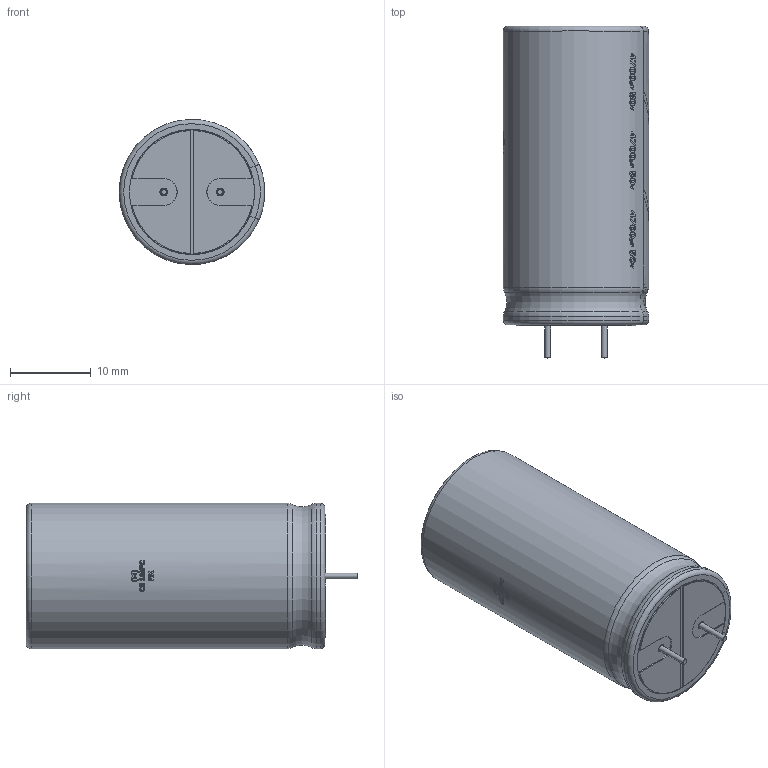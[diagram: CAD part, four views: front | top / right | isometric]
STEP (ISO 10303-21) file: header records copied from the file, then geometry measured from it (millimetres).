
FILE_DESCRIPTION(/* description */ (''),/* implementation_level */ '2;1');
FILE_NAME(/* name */ '4700uF 50V Electr 18 x37 -P.diameter 7mm-Green-Yellow.stp',/* time_stamp */ '2023-02-09T00:34:08+01:00',/* author */ ('JOSE LUIS'),/* organization */ (''),/* preprocessor_version */ 'ST-DEVELOPER v18',/* originating_system */ 'Autodesk Inventor 2020',/* authorisation */ '');
FILE_SCHEMA (('AUTOMOTIVE_DESIGN { 1 0 10303 214 3 1 1 }'));
Length unit declared in the file: millimetre
Products named in the file (1): 4700uF 50V Electr 18 x37 -P.diameter 7mm-Green-Yellow
Bounding box: 18 x 41.1 x 17.99 mm (x, y, z)
Volume: 9363.1 mm3; surface area: 2619.6 mm2
Topology: 1 solids, 1 shells, 191 faces, 843 edges, 719 vertices
Faces by surface type: cylinder 114, torus 41, plane 32, cone 4
Full cylindrical faces by diameter (mm): 0.7 x2, 0.77 x2, 0.95 x2, 15.5 x2
Entity records: 11442 total; most frequent: CARTESIAN_POINT 4303, ORIENTED_EDGE 1686, DIRECTION 1174, EDGE_CURVE 843, VERTEX_POINT 719, AXIS2_PLACEMENT_3D 473, B_SPLINE_CURVE_WITH_KNOTS 334, CIRCLE 257
